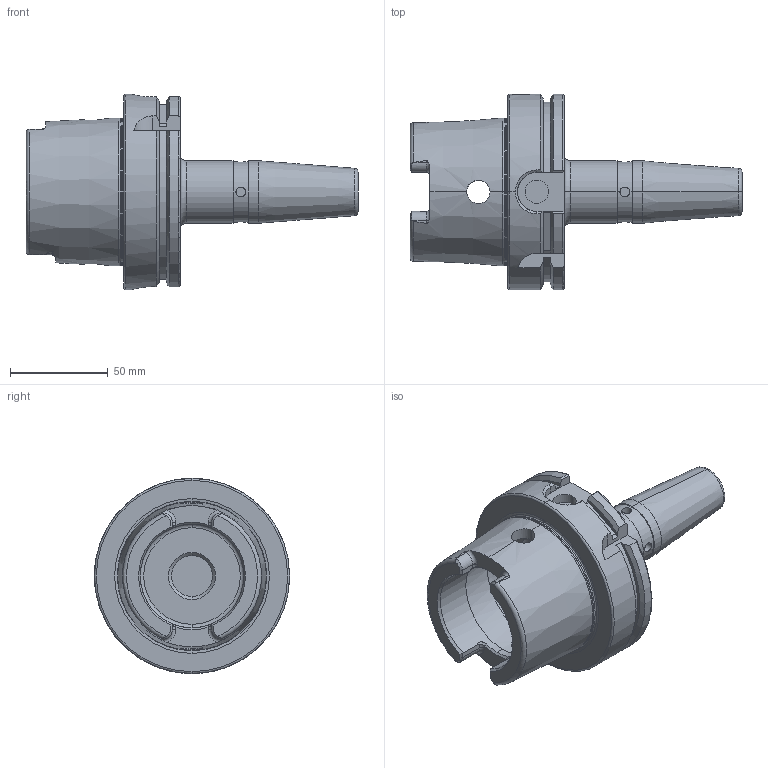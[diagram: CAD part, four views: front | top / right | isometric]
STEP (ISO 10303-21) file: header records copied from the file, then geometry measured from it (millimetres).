
FILE_DESCRIPTION (( 'STEP AP203' ), '1' );
FILE_NAME ('F1A100H-SFC10120.STEP', '2024-03-28T05:02:58', ( '' ), ( '' ), 'SwSTEP 2.0', 'SolidWorks 2024', '' );
FILE_SCHEMA (( 'CONFIG_CONTROL_DESIGN' ));
Length unit declared in the file: millimetre
Products named in the file (3): HSKA63SFC10120; SCWM8X1; F1A100H-SFC10120
Assembly tree (2 placements, depth 2):
  F1A100H-SFC10120
    HSKA63SFC10120
    SCWM8X1
Bounding box: 170 x 100 x 100 mm (x, y, z)
Volume: 312834.8 mm3; surface area: 61213.5 mm2
Topology: 2 solids, 2 shells, 221 faces, 551 edges, 339 vertices
Faces by surface type: plane 75, cylinder 68, cone 37, torus 31, bspline 10
Entity records: 8325 total; most frequent: CARTESIAN_POINT 2890, ORIENTED_EDGE 1094, DIRECTION 1066, EDGE_CURVE 547, AXIS2_PLACEMENT_3D 431, VERTEX_POINT 339, EDGE_LOOP 236, ADVANCED_FACE 221
